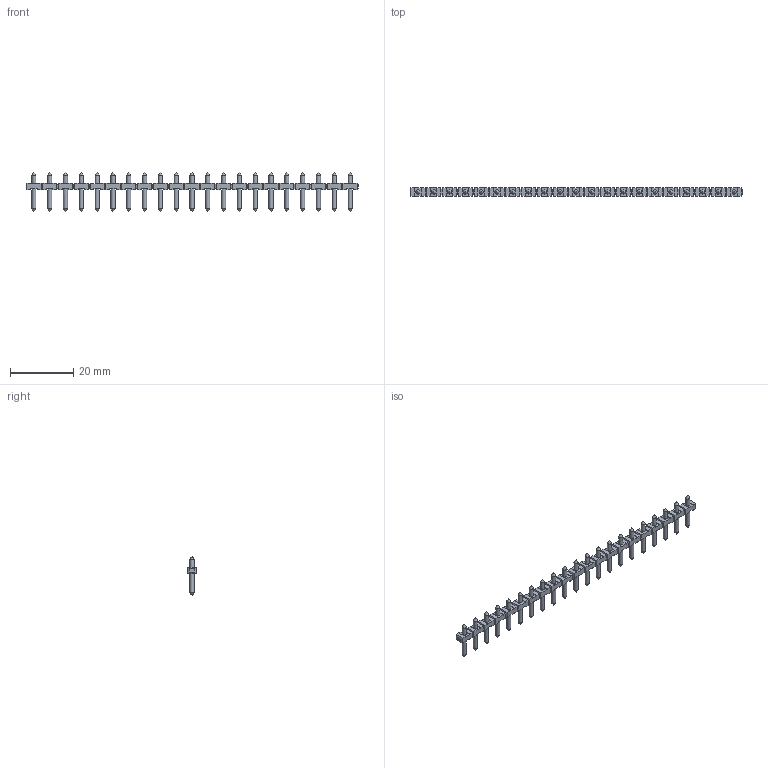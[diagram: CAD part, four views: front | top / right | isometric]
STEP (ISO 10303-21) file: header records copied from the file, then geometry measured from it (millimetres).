
FILE_DESCRIPTION(('STEP AP214'),'1');
FILE_NAME('PVS21-5.stp','2018-11-21T09:01:07',(' '),(' '),'Spatial InterOp 3D',' ',' ');
FILE_SCHEMA(('AUTOMOTIVE_DESIGN { 1 0 10303 214 1 1 1 1 }'));
Length unit declared in the file: metre
Products named in the file (1): 1
Bounding box: 105 x 2.8 x 12.5 mm (x, y, z)
Volume: 785.9 mm3; surface area: 1912.5 mm2
Topology: 1 solids, 1 shells, 506 faces, 1285 edges, 781 vertices
Faces by surface type: plane 422, cone 42, cylinder 42
Full cylindrical faces by diameter (mm): 1.3 x42
Entity records: 17565 total; most frequent: CARTESIAN_POINT 2321, DIRECTION 2194, ORIENTED_EDGE 2192, EDGE_CURVE 1096, LINE 1012, VECTOR 1012, VERTEX_POINT 718, AXIS2_PLACEMENT_3D 591
